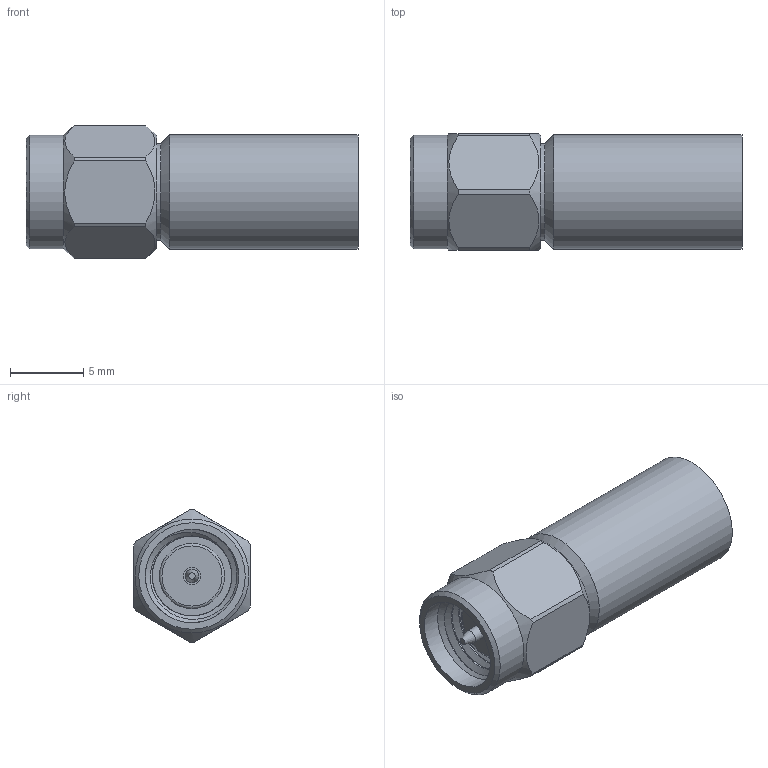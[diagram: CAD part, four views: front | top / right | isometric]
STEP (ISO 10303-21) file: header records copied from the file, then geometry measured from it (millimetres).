
FILE_DESCRIPTION (( 'STEP AP203' ), '1' );
FILE_NAME ('PE4907_3D.step', '2021-01-18T21:52:41', ( '' ), ( '' ), 'SwSTEP 2.0', 'SolidWorks 2018', '' );
FILE_SCHEMA (( 'CONFIG_CONTROL_DESIGN' ));
Length unit declared in the file: inch
Products named in the file (1): PE4907_3D
Bounding box: 22.61 x 7.94 x 8.99 mm (x, y, z)
Volume: 740.5 mm3; surface area: 1017.7 mm2
Topology: 1 solids, 1 shells, 45 faces, 106 edges, 69 vertices
Faces by surface type: cylinder 20, plane 14, cone 7, bspline 3, torus 1
Full cylindrical faces by diameter (mm): 0.94 x1, 1.194 x1, 4.445 x1, 6.35 x6, 6.429 x1, 6.596 x1, 7.762 x2
Entity records: 2034 total; most frequent: CARTESIAN_POINT 1199, DIRECTION 154, ORIENTED_EDGE 136, AXIS2_PLACEMENT_3D 71, EDGE_CURVE 68, EDGE_LOOP 60, VERTEX_POINT 52, FACE_OUTER_BOUND 48
